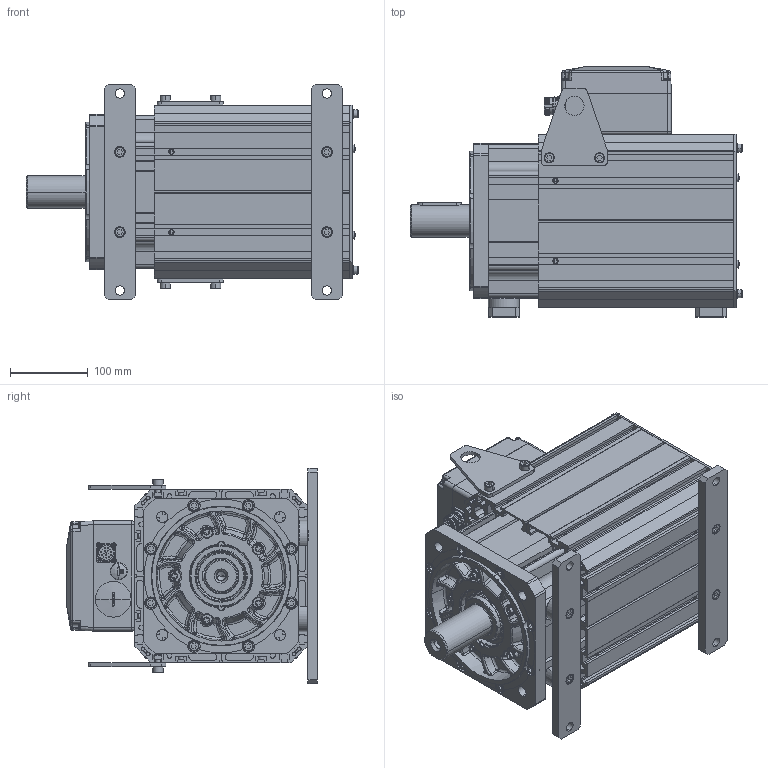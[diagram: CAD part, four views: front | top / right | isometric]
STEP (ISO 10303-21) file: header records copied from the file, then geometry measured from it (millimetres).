
FILE_DESCRIPTION((''),'2;1');
FILE_NAME('MOTOR_ASM_U31004F_SW0001','2016-06-16T',('yanyerong'),(''),'PRO/ENGINEER BY PARAMETRIC TECHNOLOGY CORPORATION, 2010430','PRO/ENGINEER BY PARAMETRIC TECHNOLOGY CORPORATION, 2010430','');
FILE_SCHEMA(('CONFIG_CONTROL_DESIGN'));
Products named in the file (1): MOTOR_ASM_U31004F_SW0001
Bounding box: 428.1 x 323 x 278 mm (x, y, z)
Surface area: 1691503.7 mm2 (no closed solid volume)
Topology: 0 solids, 156 shells, 2544 faces, 7310 edges, 4920 vertices
Faces by surface type: plane 1186, cylinder 602, bspline 242, torus 241, cone 193, sphere 80
Entity records: 100469 total; most frequent: CARTESIAN_POINT 35182, DIRECTION 13835, ORIENTED_EDGE 12463, EDGE_CURVE 7306, AXIS2_PLACEMENT_3D 5019, VERTEX_POINT 4920, VECTOR 3797, LINE 3797
